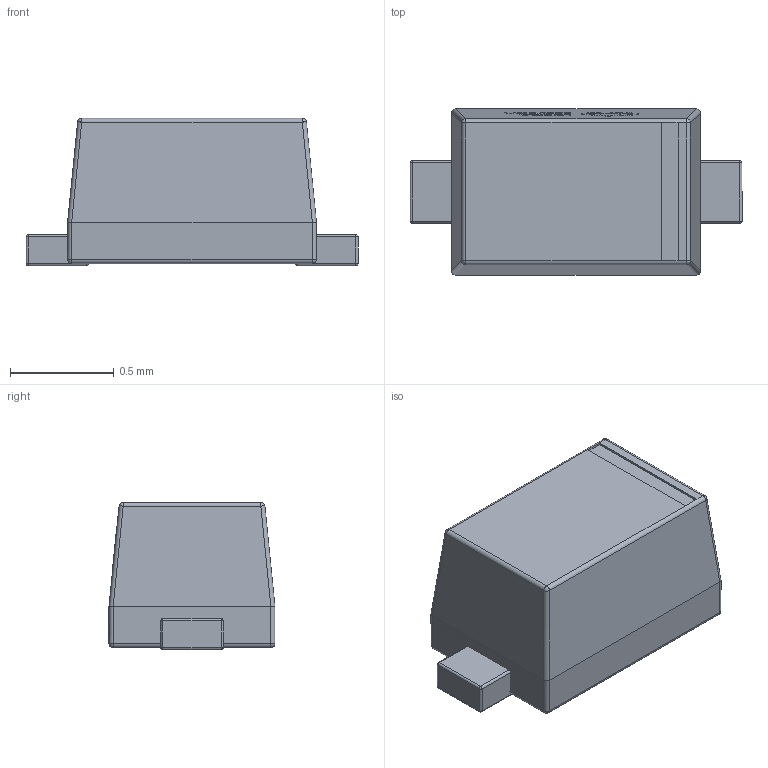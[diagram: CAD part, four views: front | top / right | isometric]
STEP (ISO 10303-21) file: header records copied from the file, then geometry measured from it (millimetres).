
FILE_DESCRIPTION (( 'STEP AP214' ), '1' );
FILE_NAME ('SOD-523-SMD_L1.2-W0.8-H0.7-LS1.6.step', '2022-07-29T07:51:55', ( '' ), ( '' ), 'SwSTEP 2.0', 'SolidWorks 2020', '' );
FILE_SCHEMA (( 'AUTOMOTIVE_DESIGN' ));
Length unit declared in the file: millimetre
Products named in the file (1): SOD-523-SMD_L1.2-W0.8-H0.7-LS1.6
Bounding box: 1.6 x 0.8 x 0.71 mm (x, y, z)
Volume: 0.6 mm3; surface area: 5.1 mm2
Topology: 3 solids, 3 shells, 316 faces, 817 edges, 506 vertices
Faces by surface type: plane 154, bspline 98, cylinder 40, sphere 24
Entity records: 13385 total; most frequent: CARTESIAN_POINT 2938, ORIENTED_EDGE 1594, DIRECTION 1103, EDGE_CURVE 797, VECTOR 521, LINE 521, VERTEX_POINT 506, EDGE_LOOP 335
